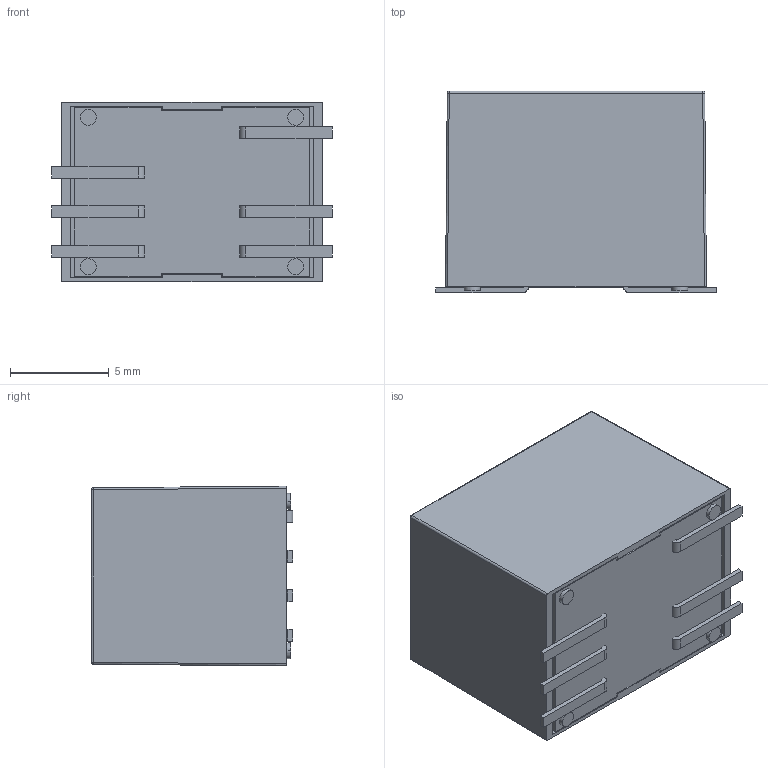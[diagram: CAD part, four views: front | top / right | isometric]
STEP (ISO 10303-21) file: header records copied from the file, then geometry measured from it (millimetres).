
FILE_DESCRIPTION (( 'STEP AP214' ), '1' );
FILE_NAME ('TDN 1-2411WISM.STEP', '2023-11-21T11:23:24', ( '' ), ( '' ), 'SwSTEP 2.0', 'SolidWorks 2021', '' );
FILE_SCHEMA (( 'AUTOMOTIVE_DESIGN' ));
Length unit declared in the file: millimetre
Products named in the file (2): TDN 1-2411WISM; TDN 1-2411WISM_TDN 1-2411WISM
Assembly tree (1 placements, depth 2):
  TDN 1-2411WISM
    TDN 1-2411WISM_TDN 1-2411WISM
Bounding box: 14.2 x 10.2 x 9.1 mm (x, y, z)
Volume: 399.7 mm3; surface area: 1410.9 mm2
Topology: 10 solids, 10 shells, 360 faces, 978 edges, 646 vertices
Faces by surface type: plane 260, cylinder 93, sphere 4, bspline 3
Entity records: 11445 total; most frequent: CARTESIAN_POINT 2090, ORIENTED_EDGE 1956, DIRECTION 1857, EDGE_CURVE 978, LINE 791, VECTOR 791, VERTEX_POINT 646, AXIS2_PLACEMENT_3D 533
